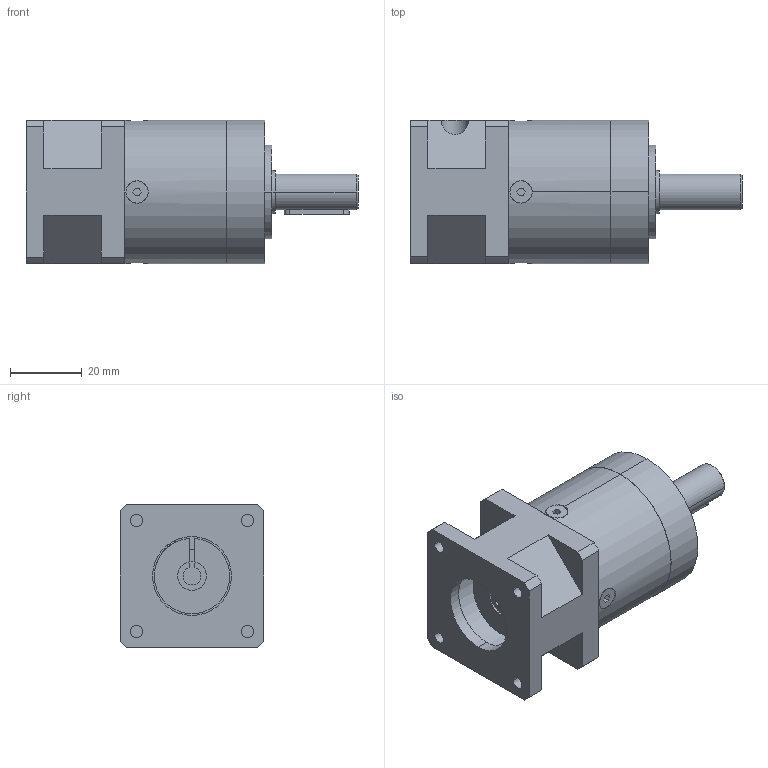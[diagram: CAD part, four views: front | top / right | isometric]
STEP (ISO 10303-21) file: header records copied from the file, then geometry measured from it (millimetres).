
FILE_DESCRIPTION((''),'2;1');
FILE_NAME('MB_4034_1_5_24_22_43P8_B14_M3','2014-07-04T',('3032burg'),(''),'PRO/ENGINEER BY PARAMETRIC TECHNOLOGY CORPORATION, 2013430','PRO/ENGINEER BY PARAMETRIC TECHNOLOGY CORPORATION, 2013430','');
FILE_SCHEMA(('CONFIG_CONTROL_DESIGN','SHAPE_APPEARANCE_LAYERS_GROUPS'));
Length unit declared in the file: millimetre
Products named in the file (1): MB_4034_1_5_24_22_43P8_B14_M3
Bounding box: 92.5 x 40 x 40 mm (x, y, z)
Volume: 80669.3 mm3; surface area: 18334.8 mm2
Topology: 1 solids, 6 shells, 179 faces, 434 edges, 279 vertices
Faces by surface type: cylinder 85, plane 82, cone 6, torus 6
Entity records: 6311 total; most frequent: CARTESIAN_POINT 1160, DIRECTION 932, ORIENTED_EDGE 844, EDGE_CURVE 432, AXIS2_PLACEMENT_3D 344, VERTEX_POINT 279, VECTOR 244, LINE 244
